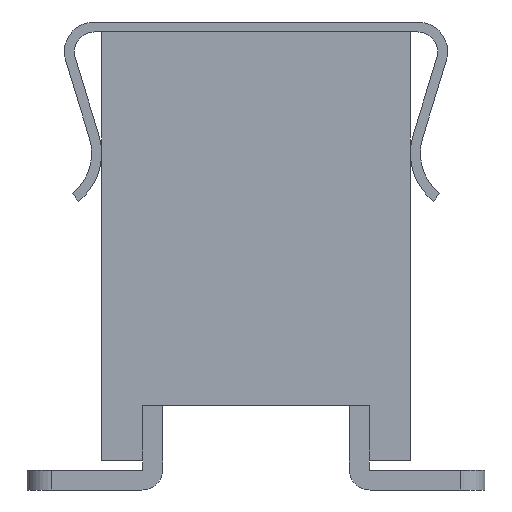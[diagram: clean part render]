
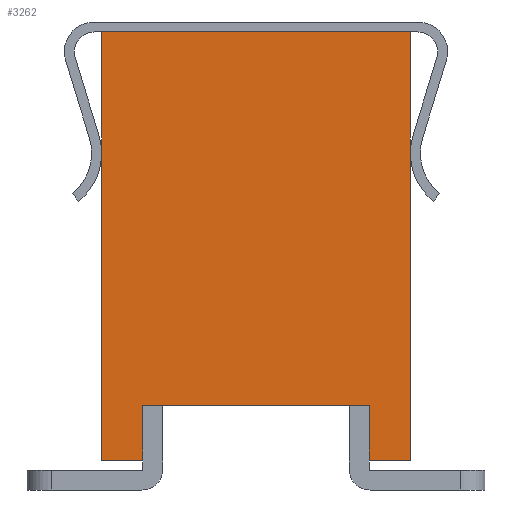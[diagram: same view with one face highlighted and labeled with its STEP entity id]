
A CAD part, left-side view. The second image highlights one B-rep face of the part: STEP entity #3262.
In plain terms, the highlighted planar face has unit normal (-1, 0, 0).
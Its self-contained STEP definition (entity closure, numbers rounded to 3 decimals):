
#353=ORIENTED_EDGE('',*,*,#1214,.T.);
#354=ORIENTED_EDGE('',*,*,#1309,.T.);
#355=ORIENTED_EDGE('',*,*,#1310,.F.);
#356=ORIENTED_EDGE('',*,*,#1311,.T.);
#357=ORIENTED_EDGE('',*,*,#1162,.T.);
#358=ORIENTED_EDGE('',*,*,#1312,.F.);
#359=ORIENTED_EDGE('',*,*,#1313,.F.);
#360=ORIENTED_EDGE('',*,*,#1314,.T.);
#1162=EDGE_CURVE('',#1641,#1639,#1954,.T.);
#1214=EDGE_CURVE('',#1693,#1692,#2006,.T.);
#1309=EDGE_CURVE('',#1692,#1787,#2101,.T.);
#1310=EDGE_CURVE('',#1788,#1787,#2102,.T.);
#1311=EDGE_CURVE('',#1788,#1641,#2103,.T.);
#1312=EDGE_CURVE('',#1789,#1639,#2104,.T.);
#1313=EDGE_CURVE('',#1790,#1789,#2105,.T.);
#1314=EDGE_CURVE('',#1790,#1693,#2106,.T.);
#1639=VERTEX_POINT('',#4650);
#1641=VERTEX_POINT('',#4653);
#1692=VERTEX_POINT('',#4757);
#1693=VERTEX_POINT('',#4759);
#1787=VERTEX_POINT('',#4958);
#1788=VERTEX_POINT('',#4960);
#1789=VERTEX_POINT('',#4963);
#1790=VERTEX_POINT('',#4965);
#1954=LINE('',#4652,#2356);
#2006=LINE('',#4758,#2408);
#2101=LINE('',#4957,#2503);
#2102=LINE('',#4959,#2504);
#2103=LINE('',#4961,#2505);
#2104=LINE('',#4962,#2506);
#2105=LINE('',#4964,#2507);
#2106=LINE('',#4966,#2508);
#2356=VECTOR('',#3732,1000.);
#2408=VECTOR('',#3788,1000.);
#2503=VECTOR('',#3903,1000.);
#2504=VECTOR('',#3904,1000.);
#2505=VECTOR('',#3905,1000.);
#2506=VECTOR('',#3906,1000.);
#2507=VECTOR('',#3907,1000.);
#2508=VECTOR('',#3908,1000.);
#2769=EDGE_LOOP('',(#353,#354,#355,#356,#357,#358,#359,#360));
#2959=FACE_BOUND('',#2769,.T.);
#3129=PLANE('',#3471);
#3262=ADVANCED_FACE('',(#2959),#3129,.T.);
#3471=AXIS2_PLACEMENT_3D('',#4956,#3901,#3902);
#3732=DIRECTION('',(0.,1.,0.));
#3788=DIRECTION('',(0.,-1.,0.));
#3901=DIRECTION('',(-1.,0.,0.));
#3902=DIRECTION('',(0.,0.,1.));
#3903=DIRECTION('',(0.,0.,-1.));
#3904=DIRECTION('',(0.,1.,0.));
#3905=DIRECTION('',(0.,0.,1.));
#3906=DIRECTION('',(0.,0.,1.));
#3907=DIRECTION('',(0.,1.,0.));
#3908=DIRECTION('',(0.,0.,1.));
#4650=CARTESIAN_POINT('',(-3.375,1.55,2.15));
#4652=CARTESIAN_POINT('',(-3.375,-1.55,2.15));
#4653=CARTESIAN_POINT('',(-3.375,-1.55,2.15));
#4757=CARTESIAN_POINT('',(-3.375,-1.135,-1.6));
#4758=CARTESIAN_POINT('',(-3.375,-1.55,-1.6));
#4759=CARTESIAN_POINT('',(-3.375,1.135,-1.6));
#4956=CARTESIAN_POINT('',(-3.375,-1.55,-2.15));
#4957=CARTESIAN_POINT('',(-3.375,-1.135,-2.15));
#4958=CARTESIAN_POINT('',(-3.375,-1.135,-2.15));
#4959=CARTESIAN_POINT('',(-3.375,-1.55,-2.15));
#4960=CARTESIAN_POINT('',(-3.375,-1.55,-2.15));
#4961=CARTESIAN_POINT('',(-3.375,-1.55,-2.15));
#4962=CARTESIAN_POINT('',(-3.375,1.55,-2.15));
#4963=CARTESIAN_POINT('',(-3.375,1.55,-2.15));
#4964=CARTESIAN_POINT('',(-3.375,-1.55,-2.15));
#4965=CARTESIAN_POINT('',(-3.375,1.135,-2.15));
#4966=CARTESIAN_POINT('',(-3.375,1.135,-2.15));
